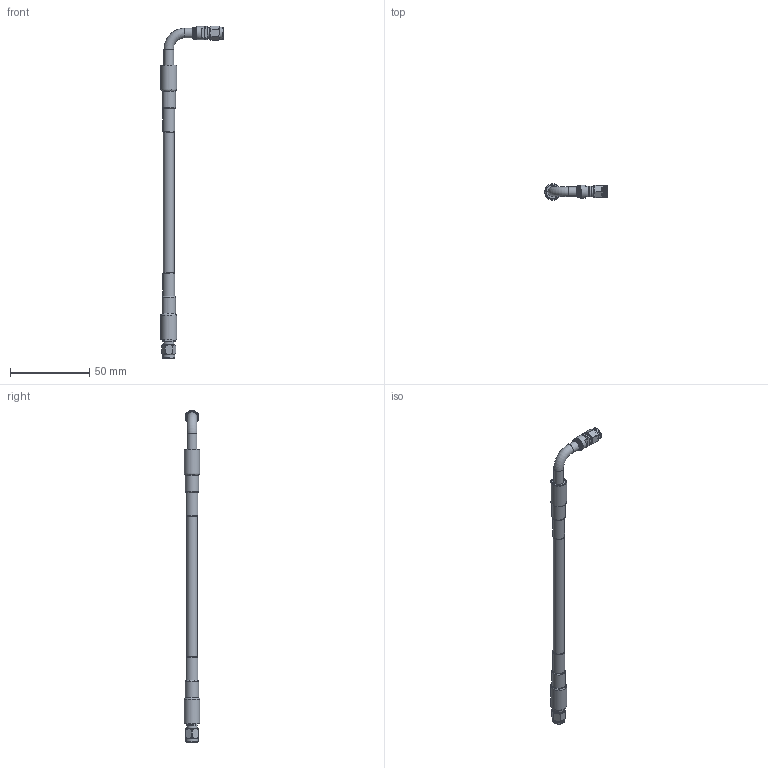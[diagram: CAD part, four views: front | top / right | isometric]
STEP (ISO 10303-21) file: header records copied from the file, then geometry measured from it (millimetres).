
FILE_DESCRIPTION (( 'STEP AP203' ), '1' );
FILE_NAME ('FMC1000.step', '2019-10-16T15:17:01', ( '' ), ( '' ), 'SwSTEP 2.0', 'SolidWorks 2018', '' );
FILE_SCHEMA (( 'CONFIG_CONTROL_DESIGN' ));
Length unit declared in the file: inch
Products named in the file (1): FMC1000
Bounding box: 39.39 x 10.03 x 209.97 mm (x, y, z)
Volume: 10601.9 mm3; surface area: 6512.1 mm2
Topology: 4 solids, 4 shells, 147 faces, 338 edges, 219 vertices
Faces by surface type: plane 55, cylinder 51, cone 21, bspline 13, torus 7
Full cylindrical faces by diameter (mm): 0.533 x2, 0.94 x2, 1.85 x2, 4.572 x2, 6.096 x2, 6.575 x2, 6.858 x1, 7 x8, 7.493 x2, 7.641 x2, 8.382 x1, 8.509 x2, 9.017 x1, 9.585 x1, 10.033 x2
Entity records: 6478 total; most frequent: CARTESIAN_POINT 3726, DIRECTION 542, ORIENTED_EDGE 494, EDGE_CURVE 247, AXIS2_PLACEMENT_3D 244, EDGE_LOOP 204, VERTEX_POINT 183, FACE_OUTER_BOUND 174
